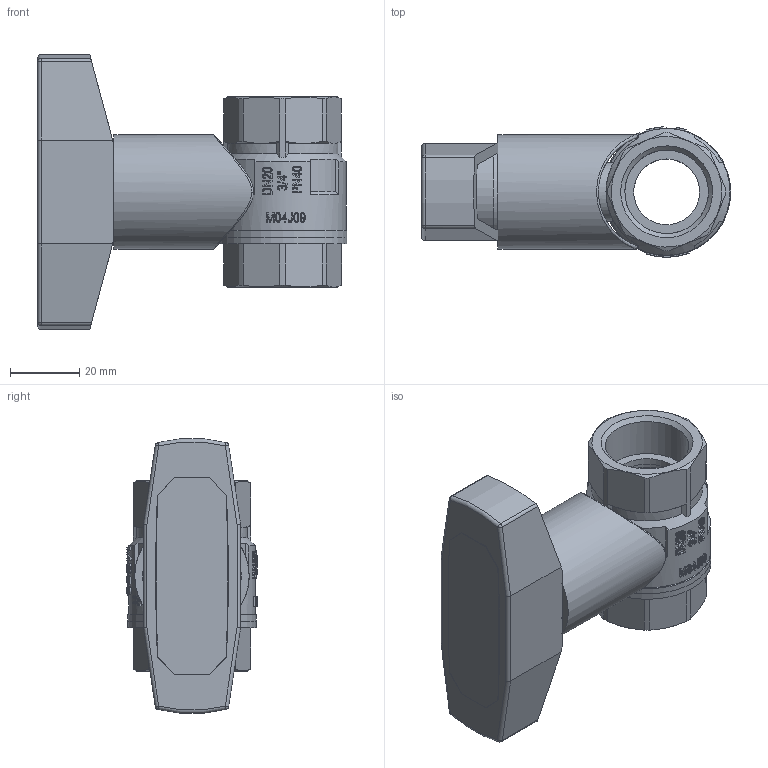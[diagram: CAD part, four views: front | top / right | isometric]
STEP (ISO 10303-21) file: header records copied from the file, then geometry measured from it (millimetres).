
FILE_DESCRIPTION(/* description */ ('Unknown'),/* implementation_level */ '2;1');
FILE_NAME(/* name */ '685-05',/* time_stamp */ '2022-06-15T09:48:06+02:00',/* author */ ('Unknown'),/* organization */ ('Unknown'),/* preprocessor_version */ 'ST-DEVELOPER v16.7',/* originating_system */ 'Solid Edge',/* authorisation */ 'Unknown');
FILE_SCHEMA (('AUTOMOTIVE_DESIGN {1 0 10303 214 3 1 1}'));
Length unit declared in the file: millimetre
Products named in the file (17): 685-05; 600-3_4-Kvrper-co; 600-3_4-Kvrper; 600-3_4-Einschraubteil; 600-3_4-Kugel; 600-3_4-Kugeldichtung.1; 600-3_4-Spindel-co; 600-3_4-Spindel; 600-3_4-Spindeldichtung; 600-3_4-Stopfbuchse; 600-3_4-O-Ring; 94000685-04; 01; SHOUBING; VT0801431006-1; XINZI; VT09011603
Assembly tree (17 placements, depth 3):
  685-05
    600-3_4-Kvrper-co
      600-3_4-Kvrper
      600-3_4-Einschraubteil
      600-3_4-Kugel
      600-3_4-Kugeldichtung.1  x2
    600-3_4-Spindel-co
      600-3_4-Spindel
      600-3_4-Spindeldichtung
      600-3_4-Stopfbuchse
      600-3_4-O-Ring
    94000685-04
      01
      SHOUBING
      VT0801431006-1
      XINZI
      VT09011603
Bounding box: 89.3 x 37.58 x 79.22 mm (x, y, z)
Volume: 69496.3 mm3; surface area: 49303 mm2
Topology: 14 solids, 14 shells, 1307 faces, 3573 edges, 2361 vertices
Faces by surface type: plane 1090, cylinder 148, cone 48, torus 12, sphere 7, bspline 2
Full cylindrical faces by diameter (mm): 3.4 x2, 5.4 x4, 6.6 x1, 8.9 x2, 9.1 x2, 9.3 x1, 10 x1, 10.5 x1, 12 x1, 12.3 x1, 12.5 x1, 14 x2, 16 x1, 17 x1, 18.1 x1, 19 x6, 24.117 x2, 25 x1, 26 x4, 26.5 x2, 28.5 x1, 29.5 x1, 30.5 x1, 32 x1, 32.5 x1, 33 x1, 36.6 x1, 37 x2
Entity records: 53121 total; most frequent: CARTESIAN_POINT 10671, DIRECTION 7943, ORIENTED_EDGE 6924, EDGE_CURVE 3462, AXIS2_PLACEMENT_3D 3264, VERTEX_POINT 2332, ELLIPSE 1526, FACE_BOUND 1468
